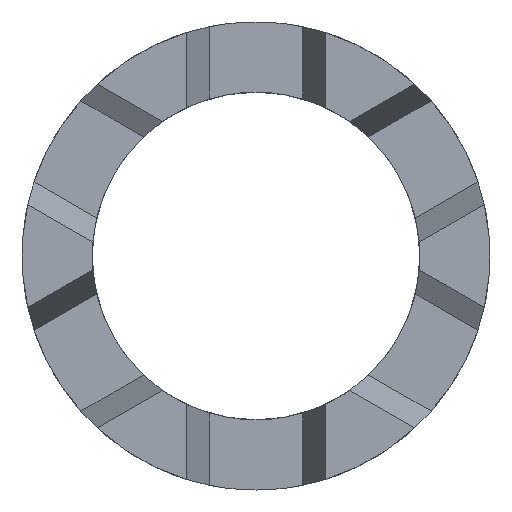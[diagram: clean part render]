
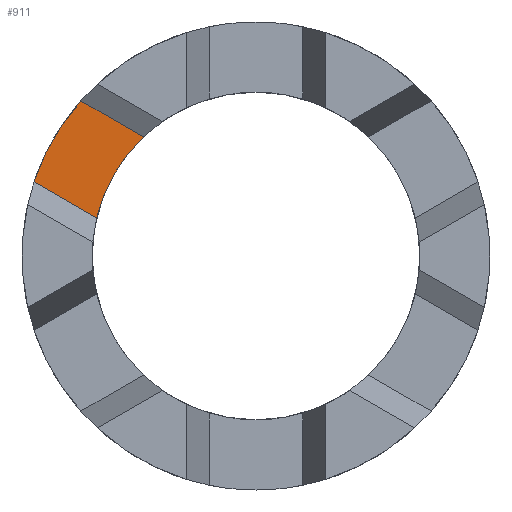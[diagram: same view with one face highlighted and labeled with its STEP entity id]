
A CAD part, front view. The second image highlights one B-rep face of the part: STEP entity #911.
In plain terms, the highlighted planar face has unit normal (0, -1, 0).
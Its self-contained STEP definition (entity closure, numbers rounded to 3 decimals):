
#146 = CARTESIAN_POINT ( 'NONE',  ( 0., -189., 0. ) ) ;
#166 = DIRECTION ( 'NONE',  ( -0.866, 0., 0.5 ) ) ;
#188 = VERTEX_POINT ( 'NONE', #722 ) ;
#282 = CARTESIAN_POINT ( 'NONE',  ( -5.848, -189., 6.841 ) ) ;
#315 = DIRECTION ( 'NONE',  ( 0., 0., -1. ) ) ;
#320 = CARTESIAN_POINT ( 'NONE',  ( 0., -189., 0. ) ) ;
#335 = DIRECTION ( 'NONE',  ( 0., 1., 0. ) ) ;
#402 = CIRCLE ( 'NONE', #1025, 10.5 ) ;
#422 = CIRCLE ( 'NONE', #1132, 15. ) ;
#451 = ORIENTED_EDGE ( 'NONE', *, *, #689, .T. ) ;
#515 = AXIS2_PLACEMENT_3D ( 'NONE', #146, #801, #521 ) ;
#517 = FACE_OUTER_BOUND ( 'NONE', #714, .T. ) ;
#521 = DIRECTION ( 'NONE',  ( 0.866, 0., -0.5 ) ) ;
#539 = LINE ( 'NONE', #282, #802 ) ;
#583 = CARTESIAN_POINT ( 'NONE',  ( -8.848, -189., 1.645 ) ) ;
#616 = EDGE_CURVE ( 'NONE', #1071, #188, #539, .T. ) ;
#628 = CARTESIAN_POINT ( 'NONE',  ( -14.228, -189., 4.75 ) ) ;
#657 = ORIENTED_EDGE ( 'NONE', *, *, #882, .F. ) ;
#689 = EDGE_CURVE ( 'NONE', #876, #1071, #402, .T. ) ;
#695 = EDGE_CURVE ( 'NONE', #971, #876, #939, .T. ) ;
#713 = DIRECTION ( 'NONE',  ( 0., 0., -1. ) ) ;
#714 = EDGE_LOOP ( 'NONE', ( #880, #451, #1140, #657 ) ) ;
#722 = CARTESIAN_POINT ( 'NONE',  ( -11.228, -189., 9.947 ) ) ;
#783 = CARTESIAN_POINT ( 'NONE',  ( -10.214, -189., 2.433 ) ) ;
#801 = DIRECTION ( 'NONE',  ( 0., -1., 0. ) ) ;
#802 = VECTOR ( 'NONE', #166, 1000. ) ;
#835 = CARTESIAN_POINT ( 'NONE',  ( 0., -189., 0. ) ) ;
#844 = CARTESIAN_POINT ( 'NONE',  ( -7.214, -189., 7.629 ) ) ;
#876 = VERTEX_POINT ( 'NONE', #783 ) ;
#880 = ORIENTED_EDGE ( 'NONE', *, *, #695, .T. ) ;
#882 = EDGE_CURVE ( 'NONE', #971, #188, #422, .T. ) ;
#911 = ADVANCED_FACE ( 'NONE', ( #517 ), #1167, .T. ) ;
#939 = LINE ( 'NONE', #583, #1181 ) ;
#946 = DIRECTION ( 'NONE',  ( 0.866, 0., -0.5 ) ) ;
#971 = VERTEX_POINT ( 'NONE', #628 ) ;
#1025 = AXIS2_PLACEMENT_3D ( 'NONE', #835, #1101, #315 ) ;
#1071 = VERTEX_POINT ( 'NONE', #844 ) ;
#1101 = DIRECTION ( 'NONE',  ( 0., 1., 0. ) ) ;
#1132 = AXIS2_PLACEMENT_3D ( 'NONE', #320, #335, #713 ) ;
#1140 = ORIENTED_EDGE ( 'NONE', *, *, #616, .T. ) ;
#1167 = PLANE ( 'NONE',  #515 ) ;
#1181 = VECTOR ( 'NONE', #946, 1000. ) ;
